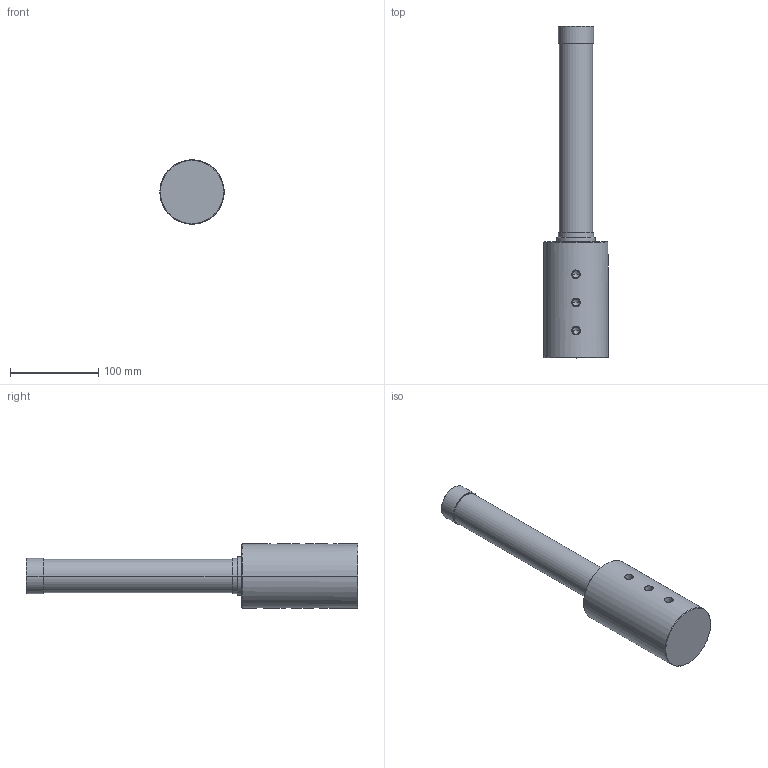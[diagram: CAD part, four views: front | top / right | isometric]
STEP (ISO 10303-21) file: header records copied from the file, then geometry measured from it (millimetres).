
FILE_DESCRIPTION (( 'STEP AP214' ), '1' );
FILE_NAME ('CRA-6-320.STEP', '2019-10-08T08:38:25', ( 'Windows' ), ( 'Microsoft' ), 'SwSTEP 2.0', 'SolidWorks 2015', '' );
FILE_SCHEMA (( 'AUTOMOTIVE_DESIGN' ));
Length unit declared in the file: millimetre
Products named in the file (1): CRA-6-320
Bounding box: 73 x 377 x 73 mm (x, y, z)
Volume: 819249.6 mm3; surface area: 79466.5 mm2
Topology: 1 solids, 1 shells, 117 faces, 253 edges, 152 vertices
Faces by surface type: cylinder 51, cone 39, plane 27
Entity records: 3603 total; most frequent: CARTESIAN_POINT 973, DIRECTION 581, ORIENTED_EDGE 474, AXIS2_PLACEMENT_3D 242, EDGE_CURVE 237, VERTEX_POINT 152, EDGE_LOOP 147, CIRCLE 124
